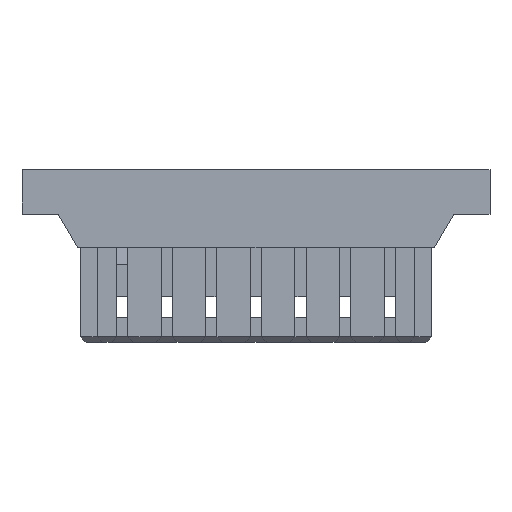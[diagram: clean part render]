
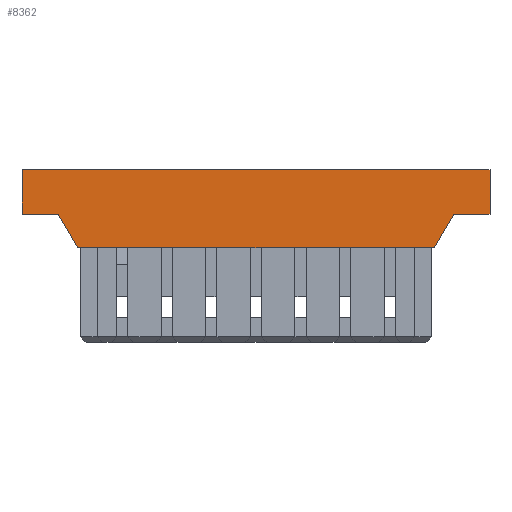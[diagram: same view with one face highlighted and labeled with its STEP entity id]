
A CAD part, top view. The second image highlights one B-rep face of the part: STEP entity #8362.
In plain terms, the highlighted planar face has unit normal (0, 0, 1).
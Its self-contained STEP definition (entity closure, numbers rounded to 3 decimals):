
#1009=DIRECTION('',(1.,0.,0.));
#1010=VECTOR('',#1009,8.4);
#1011=CARTESIAN_POINT('',(-4.2,3.1,0.81));
#1012=LINE('',#1011,#1010);
#2441=DIRECTION('',(1.,0.,0.));
#2442=VECTOR('',#2441,6.4);
#2443=CARTESIAN_POINT('',(-3.2,1.7,0.81));
#2444=LINE('',#2443,#2442);
#2949=DIRECTION('',(-0.504,0.864,0.));
#2950=VECTOR('',#2949,0.695);
#2951=CARTESIAN_POINT('',(-3.2,1.7,0.81));
#2952=LINE('',#2951,#2950);
#2953=DIRECTION('',(1.,0.,0.));
#2954=VECTOR('',#2953,0.65);
#2955=CARTESIAN_POINT('',(-4.2,2.3,0.81));
#2956=LINE('',#2955,#2954);
#2957=DIRECTION('',(0.,1.,0.));
#2958=VECTOR('',#2957,0.8);
#2959=CARTESIAN_POINT('',(-4.2,2.3,0.81));
#2960=LINE('',#2959,#2958);
#2961=DIRECTION('',(-1.,0.,0.));
#2962=VECTOR('',#2961,0.65);
#2963=CARTESIAN_POINT('',(4.2,2.3,0.81));
#2964=LINE('',#2963,#2962);
#2965=DIRECTION('',(-0.504,-0.864,0.));
#2966=VECTOR('',#2965,0.695);
#2967=CARTESIAN_POINT('',(3.55,2.3,0.81));
#2968=LINE('',#2967,#2966);
#2973=DIRECTION('',(0.,1.,0.));
#2974=VECTOR('',#2973,0.8);
#2975=CARTESIAN_POINT('',(4.2,2.3,0.81));
#2976=LINE('',#2975,#2974);
#3281=CARTESIAN_POINT('',(-4.2,3.1,0.81));
#3282=CARTESIAN_POINT('',(4.2,3.1,0.81));
#3283=VERTEX_POINT('',#3281);
#3284=VERTEX_POINT('',#3282);
#3309=CARTESIAN_POINT('',(-3.2,1.7,0.81));
#3310=CARTESIAN_POINT('',(-3.55,2.3,0.81));
#3311=VERTEX_POINT('',#3309);
#3312=VERTEX_POINT('',#3310);
#3313=CARTESIAN_POINT('',(-4.2,2.3,0.81));
#3314=VERTEX_POINT('',#3313);
#3315=CARTESIAN_POINT('',(4.2,2.3,0.81));
#3316=CARTESIAN_POINT('',(3.55,2.3,0.81));
#3317=VERTEX_POINT('',#3315);
#3318=VERTEX_POINT('',#3316);
#3319=CARTESIAN_POINT('',(3.2,1.7,0.81));
#3320=VERTEX_POINT('',#3319);
#8343=CARTESIAN_POINT('',(-4.2,0.,0.81));
#8344=DIRECTION('',(0.,0.,1.));
#8345=DIRECTION('',(1.,0.,0.));
#8346=AXIS2_PLACEMENT_3D('',#8343,#8344,#8345);
#8347=PLANE('',#8346);
#8348=ORIENTED_EDGE('',*,*,#8238,.T.);
#8350=ORIENTED_EDGE('',*,*,#8349,.F.);
#8351=ORIENTED_EDGE('',*,*,#8334,.T.);
#8352=ORIENTED_EDGE('',*,*,#5671,.T.);
#8354=ORIENTED_EDGE('',*,*,#8353,.F.);
#8356=ORIENTED_EDGE('',*,*,#8355,.T.);
#8358=ORIENTED_EDGE('',*,*,#8357,.T.);
#8359=ORIENTED_EDGE('',*,*,#7494,.F.);
#8360=EDGE_LOOP('',(#8348,#8350,#8351,#8352,#8354,#8356,#8358,#8359));
#8361=FACE_OUTER_BOUND('',#8360,.F.);
#5671=EDGE_CURVE('',#3283,#3284,#1012,.T.);
#7494=EDGE_CURVE('',#3311,#3320,#2444,.T.);
#8238=EDGE_CURVE('',#3311,#3312,#2952,.T.);
#8334=EDGE_CURVE('',#3314,#3283,#2960,.T.);
#8349=EDGE_CURVE('',#3314,#3312,#2956,.T.);
#8353=EDGE_CURVE('',#3317,#3284,#2976,.T.);
#8355=EDGE_CURVE('',#3317,#3318,#2964,.T.);
#8357=EDGE_CURVE('',#3318,#3320,#2968,.T.);
#8362=ADVANCED_FACE('',(#8361),#8347,.T.);
